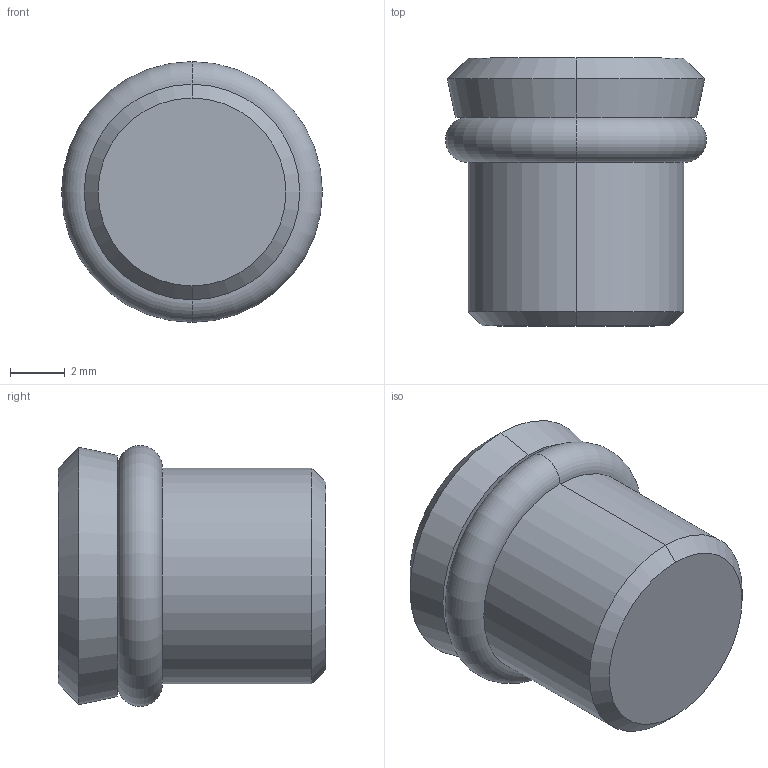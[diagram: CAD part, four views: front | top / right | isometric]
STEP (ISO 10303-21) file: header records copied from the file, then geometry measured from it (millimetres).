
FILE_DESCRIPTION((''),'2;1');
FILE_NAME('ILC30601122','2005-08-18T',('KR'),(''),'PRO/ENGINEER BY PARAMETRIC TECHNOLOGY CORPORATION, 2004290','PRO/ENGINEER BY PARAMETRIC TECHNOLOGY CORPORATION, 2004290','');
FILE_SCHEMA(('AUTOMOTIVE_DESIGN_CC2 { 1 2 10303 214 -1 1 5 2 }'));
Length unit declared in the file: inch
Products named in the file (1): ILC30601122
Bounding box: 9.53 x 9.78 x 9.53 mm (x, y, z)
Volume: 483.4 mm3; surface area: 447.8 mm2
Topology: 1 solids, 1 shells, 22 faces, 48 edges, 30 vertices
Faces by surface type: plane 10, cone 8, cylinder 2, torus 2
Entity records: 946 total; most frequent: CARTESIAN_POINT 160, COLOUR_RGB 107, DIRECTION 102, ORIENTED_EDGE 96, PRESENTATION_STYLE_ASSIGNMENT 51, STYLED_ITEM 49, CURVE_STYLE 48, EDGE_CURVE 48
